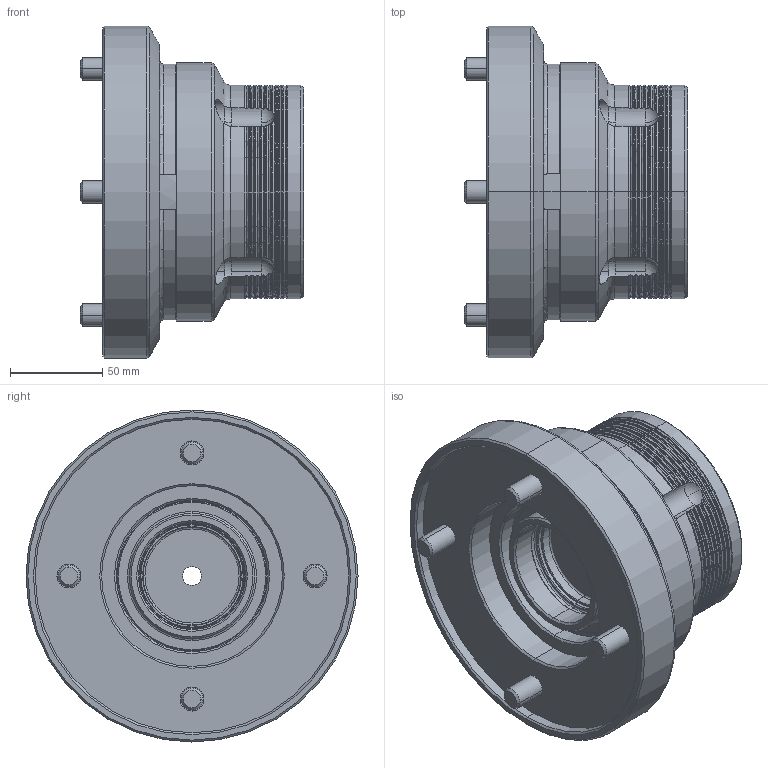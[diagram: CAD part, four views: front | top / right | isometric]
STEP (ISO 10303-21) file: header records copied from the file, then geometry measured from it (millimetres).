
FILE_DESCRIPTION (( 'STEP AP203' ), '1' );
FILE_NAME ('CF-CBD-5217.STEP', '2020-10-28T00:44:06', ( '' ), ( '' ), 'SwSTEP 2.0', 'SolidWorks 2016', '' );
FILE_SCHEMA (( 'CONFIG_CONTROL_DESIGN' ));
Length unit declared in the file: millimetre
Products named in the file (8): CF-CBD-52-03000; CF-CBD-52-04000; CF-CBE-52-05000; CF-CBE-5217-01000; 圓頭內六角螺栓_M12x30; CF-CBD-5217; CF-CBD-52-01000; CF-CBD-52-02000
Assembly tree (10 placements, depth 2):
  CF-CBD-5217
    CF-CBD-52-01000
    CF-CBD-52-02000
    CF-CBD-52-03000
    CF-CBD-52-04000
    CF-CBE-52-05000
    CF-CBE-5217-01000
    圓頭內六角螺栓_M12x30  x4
Bounding box: 121 x 180 x 180 mm (x, y, z)
Volume: 1191410.5 mm3; surface area: 257516.9 mm2
Topology: 10 solids, 10 shells, 579 faces, 1419 edges, 881 vertices
Faces by surface type: cylinder 184, cone 161, plane 117, torus 101, sphere 16
Entity records: 16997 total; most frequent: CARTESIAN_POINT 3972, DIRECTION 2701, ORIENTED_EDGE 2498, EDGE_CURVE 1249, AXIS2_PLACEMENT_3D 1199, VERTEX_POINT 782, CIRCLE 682, EDGE_LOOP 555
